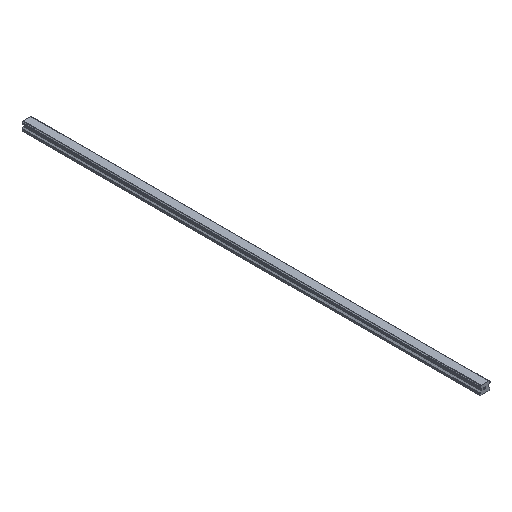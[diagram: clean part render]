
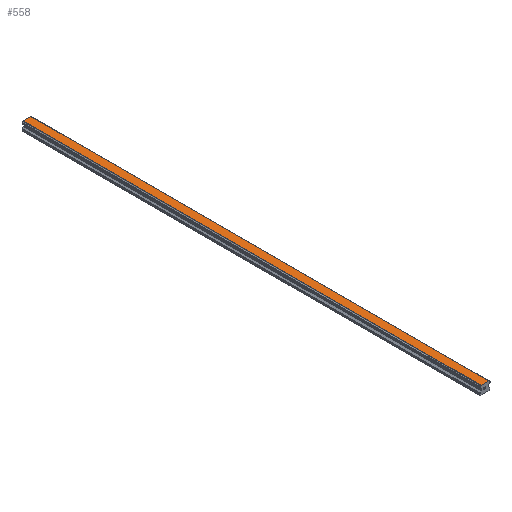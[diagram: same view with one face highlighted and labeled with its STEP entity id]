
A CAD part, isometric view. The second image highlights one B-rep face of the part: STEP entity #558.
In plain terms, the highlighted planar face has unit normal (0, 0, 1).
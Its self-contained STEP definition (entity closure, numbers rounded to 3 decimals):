
#558=ADVANCED_FACE('',(#1139),#1140,.T.);
#1139=FACE_OUTER_BOUND('',#1756,.T.);
#1140=PLANE('',#1757);
#1756=EDGE_LOOP('',(#3362,#3363,#3364,#3365));
#1757=AXIS2_PLACEMENT_3D('',#3366,#3367,#3368);
#3362=ORIENTED_EDGE('',*,*,#4088,.T.);
#3363=ORIENTED_EDGE('',*,*,#4242,.F.);
#3364=ORIENTED_EDGE('',*,*,#3950,.T.);
#3365=ORIENTED_EDGE('',*,*,#4240,.T.);
#3366=CARTESIAN_POINT('',(0.,1550.0,29.));
#3367=DIRECTION('',(0.0,0.0,1.0));
#3368=DIRECTION('',(-1.0,0.0,0.0));
#3950=EDGE_CURVE('',#4835,#4833,#4836,.T.);
#4088=EDGE_CURVE('',#5066,#5064,#5067,.T.);
#4240=EDGE_CURVE('',#4833,#5066,#5241,.T.);
#4242=EDGE_CURVE('',#4835,#5064,#5243,.T.);
#4833=VERTEX_POINT('',#6041);
#4835=VERTEX_POINT('',#6044);
#4836=LINE('',#6045,#6046);
#5064=VERTEX_POINT('',#6364);
#5066=VERTEX_POINT('',#6367);
#5067=LINE('',#6368,#6369);
#5241=LINE('',#6579,#6580);
#5243=LINE('',#6582,#6583);
#6041=CARTESIAN_POINT('',(-13.251,1550.0,29.));
#6044=CARTESIAN_POINT('',(13.251,1550.0,29.));
#6045=CARTESIAN_POINT('',(13.251,1550.0,29.));
#6046=VECTOR('',#7019,1.0);
#6364=CARTESIAN_POINT('',(13.251,0.0,29.));
#6367=CARTESIAN_POINT('',(-13.251,0.0,29.));
#6368=CARTESIAN_POINT('',(13.251,0.0,29.));
#6369=VECTOR('',#7177,1.0);
#6579=CARTESIAN_POINT('',(-13.251,1550.0,29.));
#6580=VECTOR('',#7367,1.0);
#6582=CARTESIAN_POINT('',(13.251,1550.0,29.));
#6583=VECTOR('',#7368,1.0);
#7019=DIRECTION('',(-1.0,0.0,0.0));
#7177=DIRECTION('',(1.0,0.0,0.0));
#7367=DIRECTION('',(0.0,-1.0,0.0));
#7368=DIRECTION('',(0.0,-1.0,0.0));
